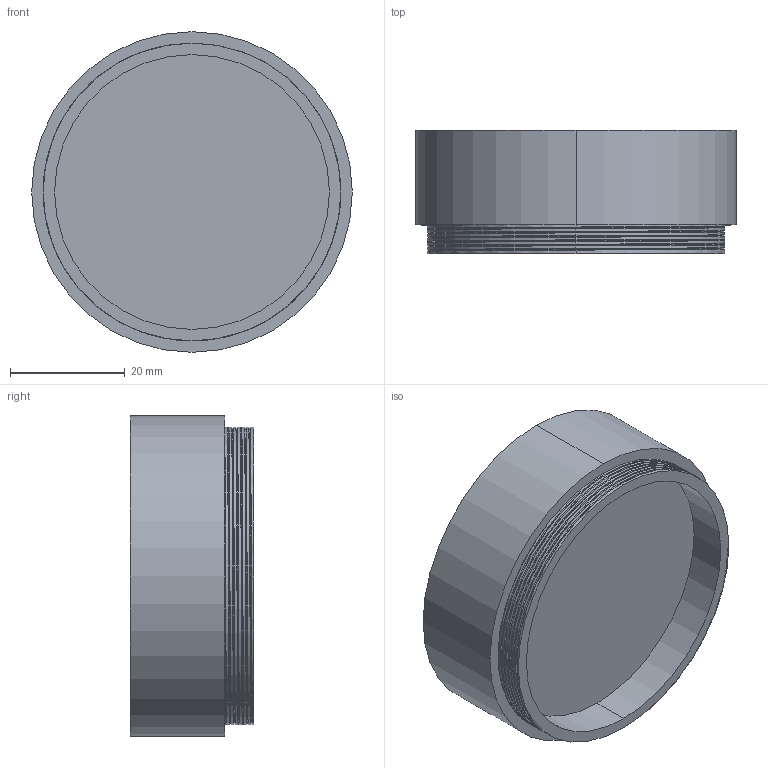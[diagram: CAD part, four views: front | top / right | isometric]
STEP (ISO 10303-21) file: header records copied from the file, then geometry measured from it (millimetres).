
FILE_DESCRIPTION (( 'STEP AP203' ), '1' );
FILE_NAME ('APD-ML50-200-VIS.STEP', '2023-11-21T12:53:33', ( '' ), ( '' ), 'SwSTEP 2.0', 'SolidWorks 2023', '' );
FILE_SCHEMA (( 'CONFIG_CONTROL_DESIGN' ));
Length unit declared in the file: millimetre
Products named in the file (1): APD-ML50-200-VIS
Bounding box: 56 x 21.5 x 56 mm (x, y, z)
Volume: 8187.4 mm3; surface area: 12706 mm2
Topology: 1 solids, 1 shells, 71 faces, 185 edges, 121 vertices
Faces by surface type: cylinder 53, plane 11, bspline 7
Entity records: 5391 total; most frequent: CARTESIAN_POINT 3850, ORIENTED_EDGE 370, DIRECTION 248, EDGE_CURVE 185, VERTEX_POINT 121, AXIS2_PLACEMENT_3D 93, EDGE_LOOP 76, FACE_OUTER_BOUND 71
